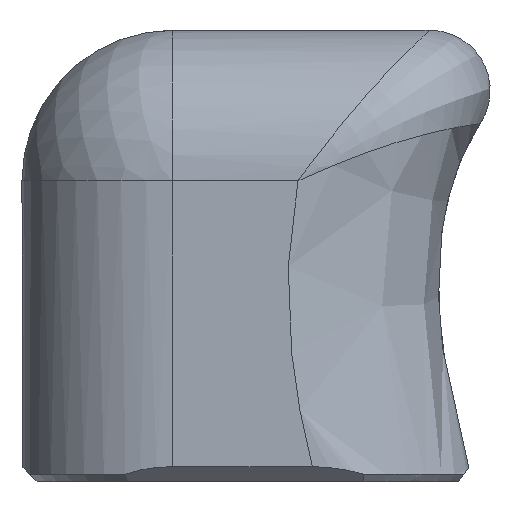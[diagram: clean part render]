
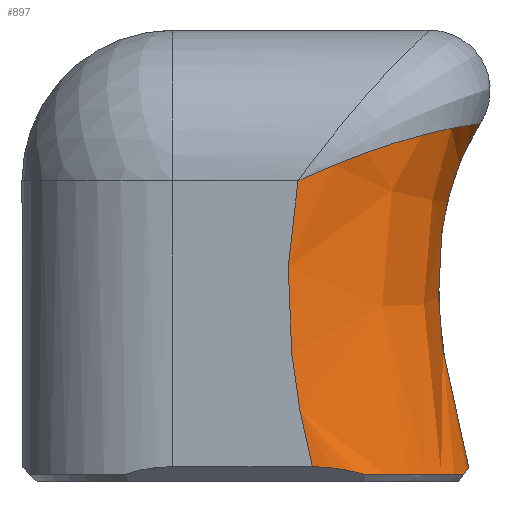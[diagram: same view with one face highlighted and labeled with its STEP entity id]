
A CAD part, front view. The second image highlights one B-rep face of the part: STEP entity #897.
In plain terms, the highlighted free-form (B-spline) face has degree [3, 3] with [6, 6] control points.
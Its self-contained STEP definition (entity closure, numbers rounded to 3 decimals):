
#29=B_SPLINE_SURFACE_WITH_KNOTS('',3,3,((#1555,#1556,#1557,#1558,#1559,
#1560),(#1561,#1562,#1563,#1564,#1565,#1566),(#1567,#1568,#1569,#1570,#1571,
#1572),(#1573,#1574,#1575,#1576,#1577,#1578),(#1579,#1580,#1581,#1582,#1583,
#1584),(#1585,#1586,#1587,#1588,#1589,#1590)),.UNSPECIFIED.,.F.,.F.,.F.,
(4,1,1,4),(4,1,1,4),(0.,0.286,0.571,1.),(0.038,
0.741,1.209,1.677),.UNSPECIFIED.);
#50=B_SPLINE_CURVE_WITH_KNOTS('',3,(#1452,#1453,#1454,#1455,#1456,#1457,
#1458),.UNSPECIFIED.,.F.,.F.,(4,3,4),(0.068,0.113,
0.224),.UNSPECIFIED.);
#52=B_SPLINE_CURVE_WITH_KNOTS('',3,(#1526,#1527,#1528,#1529,#1530,#1531,
#1532,#1533),.UNSPECIFIED.,.F.,.F.,(4,2,2,4),(-0.647,-0.642,
-0.583,-0.159),.UNSPECIFIED.);
#54=B_SPLINE_CURVE_WITH_KNOTS('',3,(#1542,#1543,#1544,#1545,#1546,#1547),
 .UNSPECIFIED.,.F.,.F.,(4,2,4),(0.,0.154,0.174),
 .UNSPECIFIED.);
#55=B_SPLINE_CURVE_WITH_KNOTS('',3,(#1592,#1593,#1594,#1595,#1596,#1597),
 .UNSPECIFIED.,.F.,.F.,(4,1,1,4),(0.059,0.741,
1.209,1.677),.UNSPECIFIED.);
#56=B_SPLINE_CURVE_WITH_KNOTS('',3,(#1599,#1600,#1601,#1602,#1603,#1604,
#1605,#1606,#1607,#1608,#1609,#1610,#1611,#1612,#1613),.UNSPECIFIED.,.F.,
 .F.,(4,2,1,1,1,1,1,1,1,1,1,4),(-0.658,-0.657,-0.591,
-0.525,-0.46,-0.394,-0.328,
-0.263,-0.197,-0.131,-0.066,
0.),.UNSPECIFIED.);
#57=B_SPLINE_CURVE_WITH_KNOTS('',3,(#1614,#1615,#1616,#1617,#1618),
 .UNSPECIFIED.,.F.,.F.,(4,1,4),(-1.172,-0.741,-0.213),
 .UNSPECIFIED.);
#125=FACE_OUTER_BOUND('',#184,.T.);
#184=EDGE_LOOP('',(#713,#714,#715,#716,#717,#718));
#427=VERTEX_POINT('',#1446);
#428=VERTEX_POINT('',#1451);
#437=VERTEX_POINT('',#1525);
#438=VERTEX_POINT('',#1541);
#441=VERTEX_POINT('',#1591);
#442=VERTEX_POINT('',#1598);
#524=EDGE_CURVE('',#428,#427,#50,.T.);
#537=EDGE_CURVE('',#428,#437,#52,.T.);
#539=EDGE_CURVE('',#438,#437,#54,.T.);
#543=EDGE_CURVE('',#427,#441,#55,.T.);
#544=EDGE_CURVE('',#442,#441,#56,.T.);
#545=EDGE_CURVE('',#442,#438,#57,.T.);
#713=ORIENTED_EDGE('',*,*,#537,.F.);
#714=ORIENTED_EDGE('',*,*,#524,.T.);
#715=ORIENTED_EDGE('',*,*,#543,.T.);
#716=ORIENTED_EDGE('',*,*,#544,.F.);
#717=ORIENTED_EDGE('',*,*,#545,.T.);
#718=ORIENTED_EDGE('',*,*,#539,.T.);
#897=ADVANCED_FACE('',(#125),#29,.F.);
#1446=CARTESIAN_POINT('',(4.849,-79.,0.477));
#1451=CARTESIAN_POINT('',(4.675,-80.519,0.239));
#1452=CARTESIAN_POINT('Ctrl Pts',(4.675,-80.519,0.239));
#1453=CARTESIAN_POINT('Ctrl Pts',(4.708,-80.379,0.284));
#1454=CARTESIAN_POINT('Ctrl Pts',(4.737,-80.237,0.323));
#1455=CARTESIAN_POINT('Ctrl Pts',(4.761,-80.091,0.356));
#1456=CARTESIAN_POINT('Ctrl Pts',(4.819,-79.735,0.436));
#1457=CARTESIAN_POINT('Ctrl Pts',(4.849,-79.37,0.477));
#1458=CARTESIAN_POINT('Ctrl Pts',(4.849,-79.,0.477));
#1525=CARTESIAN_POINT('',(1.337,-83.749,0.249));
#1526=CARTESIAN_POINT('Ctrl Pts',(4.675,-80.519,0.239));
#1527=CARTESIAN_POINT('Ctrl Pts',(4.67,-80.537,0.239));
#1528=CARTESIAN_POINT('Ctrl Pts',(4.664,-80.554,0.239));
#1529=CARTESIAN_POINT('Ctrl Pts',(4.595,-80.752,0.24));
#1530=CARTESIAN_POINT('Ctrl Pts',(4.522,-80.927,0.24));
#1531=CARTESIAN_POINT('Ctrl Pts',(3.834,-82.352,0.244));
#1532=CARTESIAN_POINT('Ctrl Pts',(2.678,-83.324,0.248));
#1533=CARTESIAN_POINT('Ctrl Pts',(1.337,-83.749,0.249));
#1541=CARTESIAN_POINT('',(-0.348,-84.,0.5));
#1542=CARTESIAN_POINT('Ctrl Pts',(-0.348,-84.,
0.5));
#1543=CARTESIAN_POINT('Ctrl Pts',(0.165,-84.,0.5));
#1544=CARTESIAN_POINT('Ctrl Pts',(0.67,-83.926,0.426));
#1545=CARTESIAN_POINT('Ctrl Pts',(1.214,-83.784,0.284));
#1546=CARTESIAN_POINT('Ctrl Pts',(1.276,-83.767,0.267));
#1547=CARTESIAN_POINT('Ctrl Pts',(1.337,-83.749,0.249));
#1555=CARTESIAN_POINT('Ctrl Pts',(4.901,-79.,0.31));
#1556=CARTESIAN_POINT('Ctrl Pts',(4.307,-79.,2.21));
#1557=CARTESIAN_POINT('Ctrl Pts',(3.671,-79.,5.411));
#1558=CARTESIAN_POINT('Ctrl Pts',(3.978,-79.,9.356));
#1559=CARTESIAN_POINT('Ctrl Pts',(4.727,-79.,11.137));
#1560=CARTESIAN_POINT('Ctrl Pts',(5.229,-79.,11.9));
#1561=CARTESIAN_POINT('Ctrl Pts',(4.901,-79.748,0.31));
#1562=CARTESIAN_POINT('Ctrl Pts',(4.307,-79.748,2.21));
#1563=CARTESIAN_POINT('Ctrl Pts',(3.671,-79.748,5.411));
#1564=CARTESIAN_POINT('Ctrl Pts',(3.978,-79.748,9.356));
#1565=CARTESIAN_POINT('Ctrl Pts',(4.727,-79.748,11.137));
#1566=CARTESIAN_POINT('Ctrl Pts',(5.229,-79.748,11.9));
#1567=CARTESIAN_POINT('Ctrl Pts',(4.574,-81.241,0.208));
#1568=CARTESIAN_POINT('Ctrl Pts',(3.973,-81.241,2.131));
#1569=CARTESIAN_POINT('Ctrl Pts',(3.326,-81.241,5.376));
#1570=CARTESIAN_POINT('Ctrl Pts',(3.637,-81.241,9.428));
#1571=CARTESIAN_POINT('Ctrl Pts',(4.416,-81.241,11.288));
#1572=CARTESIAN_POINT('Ctrl Pts',(4.943,-81.241,12.088));
#1573=CARTESIAN_POINT('Ctrl Pts',(2.978,-83.344,-0.292));
#1574=CARTESIAN_POINT('Ctrl Pts',(2.341,-83.344,1.743));
#1575=CARTESIAN_POINT('Ctrl Pts',(1.641,-83.344,5.207));
#1576=CARTESIAN_POINT('Ctrl Pts',(1.973,-83.344,9.78));
#1577=CARTESIAN_POINT('Ctrl Pts',(2.9,-83.344,12.027));
#1578=CARTESIAN_POINT('Ctrl Pts',(3.546,-83.344,13.008));
#1579=CARTESIAN_POINT('Ctrl Pts',(1.2,-84.,-0.848));
#1580=CARTESIAN_POINT('Ctrl Pts',(0.524,-84.,1.311));
#1581=CARTESIAN_POINT('Ctrl Pts',(-0.235,-84.,
5.02));
#1582=CARTESIAN_POINT('Ctrl Pts',(0.12,-84.,10.171));
#1583=CARTESIAN_POINT('Ctrl Pts',(1.212,-84.,12.851));
#1584=CARTESIAN_POINT('Ctrl Pts',(1.991,-84.,14.033));
#1585=CARTESIAN_POINT('Ctrl Pts',(0.129,-84.,-1.183));
#1586=CARTESIAN_POINT('Ctrl Pts',(-0.57,-84.,
1.051));
#1587=CARTESIAN_POINT('Ctrl Pts',(-1.365,-84.,4.906));
#1588=CARTESIAN_POINT('Ctrl Pts',(-0.996,-84.,
10.407));
#1589=CARTESIAN_POINT('Ctrl Pts',(0.195,-84.,13.347));
#1590=CARTESIAN_POINT('Ctrl Pts',(1.054,-84.,14.65));
#1591=CARTESIAN_POINT('',(5.229,-79.,11.9));
#1592=CARTESIAN_POINT('Ctrl Pts',(4.849,-79.,0.477));
#1593=CARTESIAN_POINT('Ctrl Pts',(4.285,-79.,2.322));
#1594=CARTESIAN_POINT('Ctrl Pts',(3.675,-79.,5.46));
#1595=CARTESIAN_POINT('Ctrl Pts',(3.978,-79.,9.356));
#1596=CARTESIAN_POINT('Ctrl Pts',(4.727,-79.,11.137));
#1597=CARTESIAN_POINT('Ctrl Pts',(5.229,-79.,11.9));
#1598=CARTESIAN_POINT('',(-0.828,-84.,10.));
#1599=CARTESIAN_POINT('Ctrl Pts',(-0.828,-84.,
10.));
#1600=CARTESIAN_POINT('Ctrl Pts',(-0.824,-84.,
10.002));
#1601=CARTESIAN_POINT('Ctrl Pts',(-0.819,-84.,
10.004));
#1602=CARTESIAN_POINT('Ctrl Pts',(-0.554,-83.999,10.126));
#1603=CARTESIAN_POINT('Ctrl Pts',(-0.034,-83.966,
10.358));
#1604=CARTESIAN_POINT('Ctrl Pts',(0.739,-83.825,10.676));
#1605=CARTESIAN_POINT('Ctrl Pts',(1.494,-83.595,10.96));
#1606=CARTESIAN_POINT('Ctrl Pts',(2.225,-83.279,11.208));
#1607=CARTESIAN_POINT('Ctrl Pts',(2.929,-82.869,11.421));
#1608=CARTESIAN_POINT('Ctrl Pts',(3.587,-82.367,11.593));
#1609=CARTESIAN_POINT('Ctrl Pts',(4.193,-81.752,11.728));
#1610=CARTESIAN_POINT('Ctrl Pts',(4.718,-81.006,11.825));
#1611=CARTESIAN_POINT('Ctrl Pts',(5.117,-80.095,11.886));
#1612=CARTESIAN_POINT('Ctrl Pts',(5.229,-79.365,11.9));
#1613=CARTESIAN_POINT('Ctrl Pts',(5.229,-79.,11.9));
#1614=CARTESIAN_POINT('Ctrl Pts',(-0.828,-84.,
10.));
#1615=CARTESIAN_POINT('Ctrl Pts',(-1.117,-84.,8.591));
#1616=CARTESIAN_POINT('Ctrl Pts',(-1.306,-84.,5.373));
#1617=CARTESIAN_POINT('Ctrl Pts',(-0.784,-84.,
2.205));
#1618=CARTESIAN_POINT('Ctrl Pts',(-0.349,-84.,
0.5));
